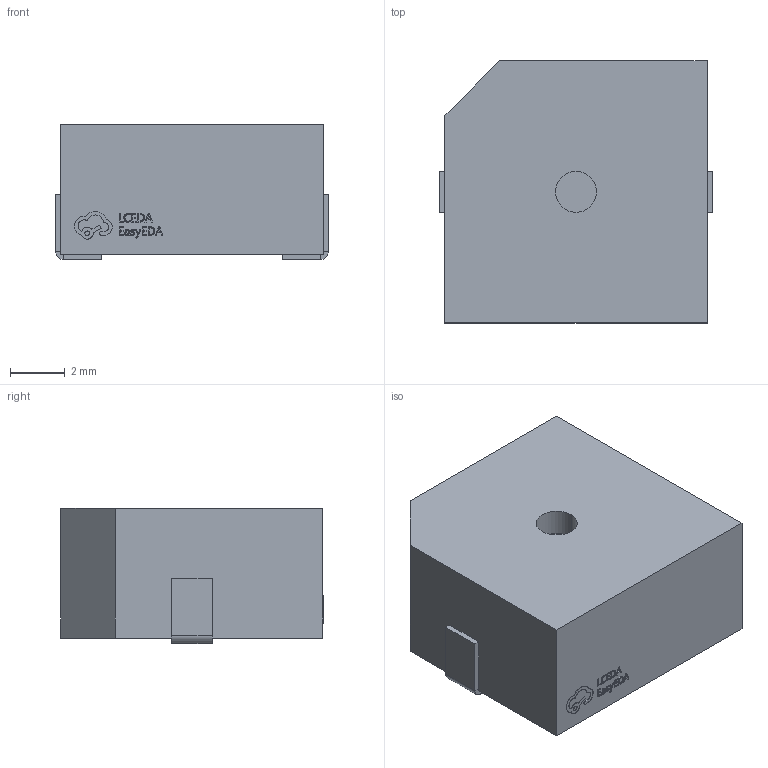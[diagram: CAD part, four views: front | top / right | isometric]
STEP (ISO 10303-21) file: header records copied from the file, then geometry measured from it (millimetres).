
FILE_DESCRIPTION (( 'STEP AP214' ), '1' );
FILE_NAME ('BUZ-SMD_L9.6-W9.6-H5.0.step', '2022-06-24T01:38:47', ( '' ), ( '' ), 'SwSTEP 2.0', 'SolidWorks 2020', '' );
FILE_SCHEMA (( 'AUTOMOTIVE_DESIGN' ));
Length unit declared in the file: millimetre
Products named in the file (1): BUZ-SMD_L9.6-W9.6-H5.0
Bounding box: 10 x 9.61 x 4.95 mm (x, y, z)
Volume: 380.4 mm3; surface area: 491 mm2
Topology: 1 solids, 1 shells, 321 faces, 862 edges, 572 vertices
Faces by surface type: plane 201, bspline 112, cylinder 8
Entity records: 14078 total; most frequent: CARTESIAN_POINT 3860, ORIENTED_EDGE 1724, DIRECTION 1070, EDGE_CURVE 862, VECTOR 618, LINE 618, VERTEX_POINT 572, EDGE_LOOP 350
